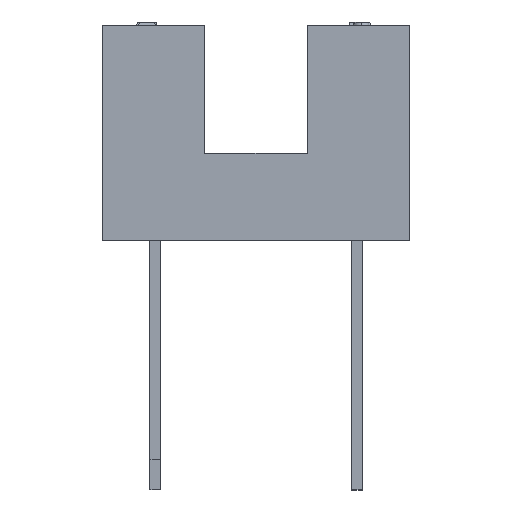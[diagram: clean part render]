
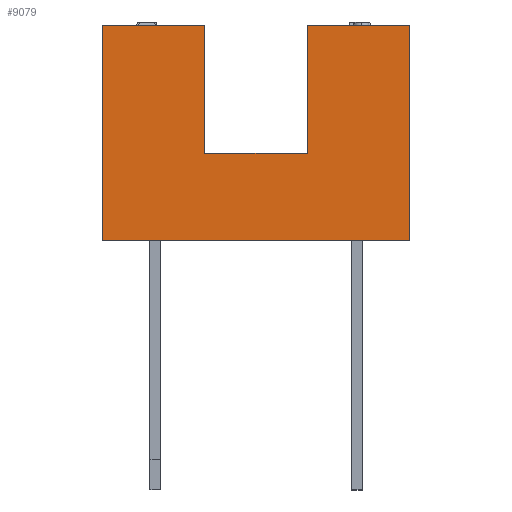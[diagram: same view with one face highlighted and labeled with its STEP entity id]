
A CAD part, front view. The second image highlights one B-rep face of the part: STEP entity #9079.
In plain terms, the highlighted face is planar.
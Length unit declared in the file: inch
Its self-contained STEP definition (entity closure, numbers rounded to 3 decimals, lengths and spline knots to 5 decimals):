
#85 = DIRECTION ( 'NONE',  ( 1., 0., 0. ) ) ;
#138 = DIRECTION ( 'NONE',  ( 1., 0., 0. ) ) ;
#343 = LINE ( 'NONE', #2755, #9314 ) ;
#388 = EDGE_CURVE ( 'NONE', #6744, #1148, #3644, .T. ) ;
#435 = CARTESIAN_POINT ( 'NONE',  ( 0.3, 0.125, 0. ) ) ;
#461 = EDGE_LOOP ( 'NONE', ( #6086, #7152, #5979, #1481, #10041, #3658, #8855, #2839 ) ) ;
#508 = EDGE_CURVE ( 'NONE', #8105, #4925, #2775, .T. ) ;
#870 = LINE ( 'NONE', #3339, #904 ) ;
#904 = VECTOR ( 'NONE', #138, 39.37008 ) ;
#1127 = DIRECTION ( 'NONE',  ( 0., 0., -1. ) ) ;
#1148 = VERTEX_POINT ( 'NONE', #5278 ) ;
#1462 = EDGE_CURVE ( 'NONE', #4863, #8946, #8987, .T. ) ;
#1481 = ORIENTED_EDGE ( 'NONE', *, *, #9633, .T. ) ;
#2060 = DIRECTION ( 'NONE',  ( 0., 0., -1. ) ) ;
#2078 = DIRECTION ( 'NONE',  ( -1., 0., 0. ) ) ;
#2625 = CARTESIAN_POINT ( 'NONE',  ( 0.1, 0.125, 0.17 ) ) ;
#2755 = CARTESIAN_POINT ( 'NONE',  ( 0.3, 0.125, 0.42 ) ) ;
#2775 = LINE ( 'NONE', #2625, #6639 ) ;
#2839 = ORIENTED_EDGE ( 'NONE', *, *, #9020, .T. ) ;
#3186 = PLANE ( 'NONE',  #7102 ) ;
#3218 = CARTESIAN_POINT ( 'NONE',  ( -0.1, 0.125, 0.42 ) ) ;
#3339 = CARTESIAN_POINT ( 'NONE',  ( -0.3, 0.125, 0.42 ) ) ;
#3467 = CARTESIAN_POINT ( 'NONE',  ( 0.1, 0.125, 0.17 ) ) ;
#3515 = VECTOR ( 'NONE', #2078, 39.37008 ) ;
#3644 = LINE ( 'NONE', #3805, #3783 ) ;
#3658 = ORIENTED_EDGE ( 'NONE', *, *, #1462, .F. ) ;
#3710 = CARTESIAN_POINT ( 'NONE',  ( -0.3, 0.125, 0.42 ) ) ;
#3783 = VECTOR ( 'NONE', #2060, 39.37008 ) ;
#3805 = CARTESIAN_POINT ( 'NONE',  ( -0.1, 0.125, 0.42 ) ) ;
#3949 = CARTESIAN_POINT ( 'NONE',  ( -0.3, 0.125, 0.42 ) ) ;
#4170 = CARTESIAN_POINT ( 'NONE',  ( -0.3, 0.125, 0. ) ) ;
#4551 = DIRECTION ( 'NONE',  ( 0., 0., -1. ) ) ;
#4791 = EDGE_CURVE ( 'NONE', #8105, #1148, #8818, .T. ) ;
#4863 = VERTEX_POINT ( 'NONE', #4170 ) ;
#4879 = FACE_OUTER_BOUND ( 'NONE', #461, .T. ) ;
#4925 = VERTEX_POINT ( 'NONE', #6693 ) ;
#5278 = CARTESIAN_POINT ( 'NONE',  ( -0.1, 0.125, 0.17 ) ) ;
#5442 = LINE ( 'NONE', #3710, #9311 ) ;
#5747 = EDGE_CURVE ( 'NONE', #6382, #4863, #5442, .T. ) ;
#5979 = ORIENTED_EDGE ( 'NONE', *, *, #508, .T. ) ;
#6086 = ORIENTED_EDGE ( 'NONE', *, *, #388, .T. ) ;
#6151 = VERTEX_POINT ( 'NONE', #6902 ) ;
#6382 = VERTEX_POINT ( 'NONE', #9791 ) ;
#6407 = DIRECTION ( 'NONE',  ( 0., 1., 0. ) ) ;
#6639 = VECTOR ( 'NONE', #7564, 39.37008 ) ;
#6693 = CARTESIAN_POINT ( 'NONE',  ( 0.1, 0.125, 0.42 ) ) ;
#6744 = VERTEX_POINT ( 'NONE', #3218 ) ;
#6902 = CARTESIAN_POINT ( 'NONE',  ( 0.3, 0.125, 0.42 ) ) ;
#6937 = CARTESIAN_POINT ( 'NONE',  ( -0.3, 0.125, 0.42 ) ) ;
#7102 = AXIS2_PLACEMENT_3D ( 'NONE', #3949, #6407, #9636 ) ;
#7152 = ORIENTED_EDGE ( 'NONE', *, *, #4791, .F. ) ;
#7273 = VECTOR ( 'NONE', #8540, 39.37008 ) ;
#7564 = DIRECTION ( 'NONE',  ( 0., 0., 1. ) ) ;
#8105 = VERTEX_POINT ( 'NONE', #3467 ) ;
#8540 = DIRECTION ( 'NONE',  ( 1., 0., 0. ) ) ;
#8818 = LINE ( 'NONE', #10217, #3515 ) ;
#8855 = ORIENTED_EDGE ( 'NONE', *, *, #5747, .F. ) ;
#8946 = VERTEX_POINT ( 'NONE', #435 ) ;
#8987 = LINE ( 'NONE', #9617, #9418 ) ;
#9020 = EDGE_CURVE ( 'NONE', #6382, #6744, #9581, .T. ) ;
#9079 = ADVANCED_FACE ( 'NONE', ( #4879 ), #3186, .T. ) ;
#9311 = VECTOR ( 'NONE', #4551, 39.37008 ) ;
#9314 = VECTOR ( 'NONE', #1127, 39.37008 ) ;
#9418 = VECTOR ( 'NONE', #85, 39.37008 ) ;
#9581 = LINE ( 'NONE', #6937, #7273 ) ;
#9617 = CARTESIAN_POINT ( 'NONE',  ( -0.3, 0.125, 0. ) ) ;
#9633 = EDGE_CURVE ( 'NONE', #4925, #6151, #870, .T. ) ;
#9636 = DIRECTION ( 'NONE',  ( -1., 0., 0. ) ) ;
#9714 = EDGE_CURVE ( 'NONE', #6151, #8946, #343, .T. ) ;
#9791 = CARTESIAN_POINT ( 'NONE',  ( -0.3, 0.125, 0.42 ) ) ;
#10041 = ORIENTED_EDGE ( 'NONE', *, *, #9714, .T. ) ;
#10217 = CARTESIAN_POINT ( 'NONE',  ( 0.1, 0.125, 0.17 ) ) ;
